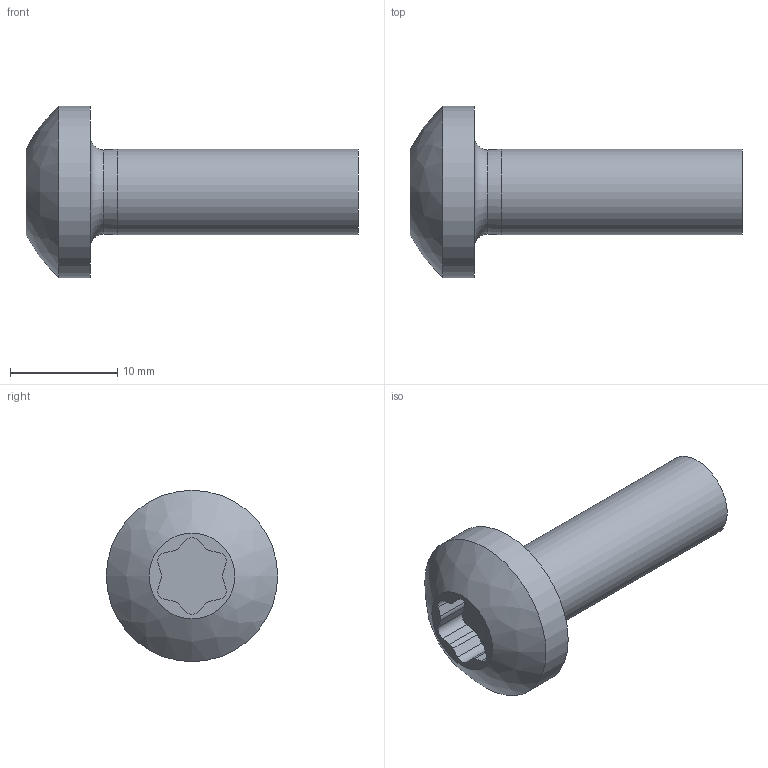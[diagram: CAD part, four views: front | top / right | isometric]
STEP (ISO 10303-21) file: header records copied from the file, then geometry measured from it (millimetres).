
FILE_DESCRIPTION(/* description */ (''),/* implementation_level */ '2;1');
FILE_NAME(/* name */ 'ISO 14583 - M8x25-4.8_ipt_b7e8a4e.STEP',/* time_stamp */ '2021-10-31T17:04:22+02:00',/* author */ ('Mohamed Teleb'),/* organization */ (''),/* preprocessor_version */ 'ST-DEVELOPER v17',/* originating_system */ 'Autodesk Inventor 2019',/* authorisation */ '');
FILE_SCHEMA (('AUTOMOTIVE_DESIGN { 1 0 10303 214 3 1 1 }'));
Length unit declared in the file: millimetre
Products named in the file (1): ISO 14583 - M8x25-4.8
Bounding box: 31 x 16 x 16 mm (x, y, z)
Volume: 2141.3 mm3; surface area: 1281.4 mm2
Topology: 1 solids, 1 shells, 33 faces, 86 edges, 57 vertices
Faces by surface type: plane 16, cylinder 14, bspline 1, torus 1, cone 1
Full cylindrical faces by diameter (mm): 8 x1, 16 x1
Entity records: 1095 total; most frequent: CARTESIAN_POINT 203, DIRECTION 187, ORIENTED_EDGE 172, EDGE_CURVE 86, AXIS2_PLACEMENT_3D 68, VERTEX_POINT 57, LINE 51, VECTOR 51
